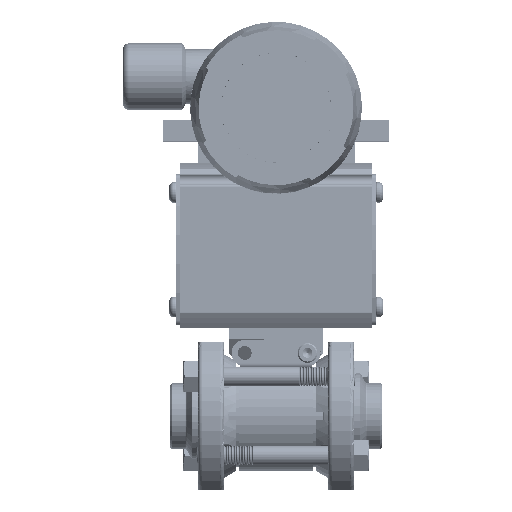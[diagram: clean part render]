
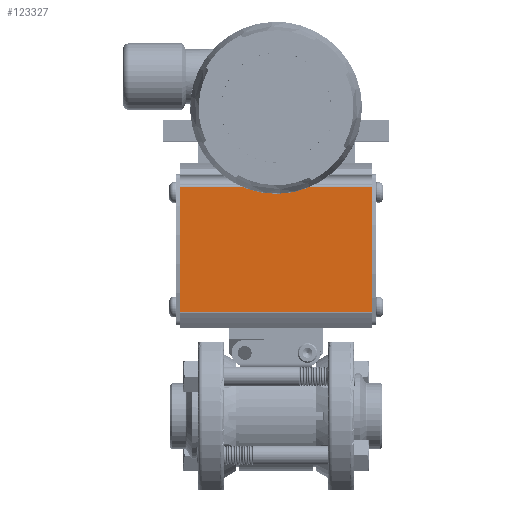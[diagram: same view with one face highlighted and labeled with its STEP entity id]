
A CAD part, top view. The second image highlights one B-rep face of the part: STEP entity #123327.
In plain terms, the highlighted planar face has unit normal (0, 0, 1).
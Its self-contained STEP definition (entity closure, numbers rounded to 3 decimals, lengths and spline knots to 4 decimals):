
#1863 = VERTEX_POINT ( 'NONE', #17124 ) ;
#3129 = VERTEX_POINT ( 'NONE', #123973 ) ;
#4857 = VECTOR ( 'NONE', #111657, 39.3701 ) ;
#8567 = CARTESIAN_POINT ( 'NONE',  ( 1.5275, 3.6471, 1.17 ) ) ;
#17124 = CARTESIAN_POINT ( 'NONE',  ( -1.5275, 1.6529, 1.17 ) ) ;
#23140 = EDGE_LOOP ( 'NONE', ( #134531, #23521, #135424, #60400 ) ) ;
#23252 = LINE ( 'NONE', #85503, #61233 ) ;
#23521 = ORIENTED_EDGE ( 'NONE', *, *, #70336, .T. ) ;
#23922 = FACE_OUTER_BOUND ( 'NONE', #23140, .T. ) ;
#24223 = DIRECTION ( 'NONE',  ( -1., 0., 0. ) ) ;
#29179 = LINE ( 'NONE', #51370, #117805 ) ;
#30065 = VERTEX_POINT ( 'NONE', #143906 ) ;
#39267 = LINE ( 'NONE', #134960, #4857 ) ;
#39795 = DIRECTION ( 'NONE',  ( 0., -1., 0. ) ) ;
#51370 = CARTESIAN_POINT ( 'NONE',  ( 1.5275, 3.6544, 1.17 ) ) ;
#60400 = ORIENTED_EDGE ( 'NONE', *, *, #75888, .T. ) ;
#61233 = VECTOR ( 'NONE', #119953, 39.3701 ) ;
#68678 = DIRECTION ( 'NONE',  ( 0., 0., -1. ) ) ;
#70336 = EDGE_CURVE ( 'NONE', #73622, #3129, #114522, .T. ) ;
#71179 = CARTESIAN_POINT ( 'NONE',  ( -5.0403, 3.6471, 1.17 ) ) ;
#73622 = VERTEX_POINT ( 'NONE', #8567 ) ;
#75888 = EDGE_CURVE ( 'NONE', #1863, #30065, #39267, .T. ) ;
#85503 = CARTESIAN_POINT ( 'NONE',  ( -1.5275, 3.6544, 1.17 ) ) ;
#101926 = EDGE_CURVE ( 'NONE', #73622, #30065, #29179, .T. ) ;
#103059 = CARTESIAN_POINT ( 'NONE',  ( -5.0403, 3.6544, 1.17 ) ) ;
#111657 = DIRECTION ( 'NONE',  ( 1., 0., 0. ) ) ;
#114522 = LINE ( 'NONE', #71179, #141688 ) ;
#114713 = PLANE ( 'NONE',  #142475 ) ;
#116478 = EDGE_CURVE ( 'NONE', #1863, #3129, #23252, .T. ) ;
#117805 = VECTOR ( 'NONE', #39795, 39.3701 ) ;
#119953 = DIRECTION ( 'NONE',  ( 0., 1., 0. ) ) ;
#123327 = ADVANCED_FACE ( 'NONE', ( #23922 ), #114713, .F. ) ;
#123973 = CARTESIAN_POINT ( 'NONE',  ( -1.5275, 3.6471, 1.17 ) ) ;
#134531 = ORIENTED_EDGE ( 'NONE', *, *, #101926, .F. ) ;
#134960 = CARTESIAN_POINT ( 'NONE',  ( -5.0403, 1.6529, 1.17 ) ) ;
#135424 = ORIENTED_EDGE ( 'NONE', *, *, #116478, .F. ) ;
#141688 = VECTOR ( 'NONE', #24223, 39.3701 ) ;
#142475 = AXIS2_PLACEMENT_3D ( 'NONE', #103059, #68678, #149670 ) ;
#143906 = CARTESIAN_POINT ( 'NONE',  ( 1.5275, 1.6529, 1.17 ) ) ;
#149670 = DIRECTION ( 'NONE',  ( 0., -1., 0. ) ) ;
